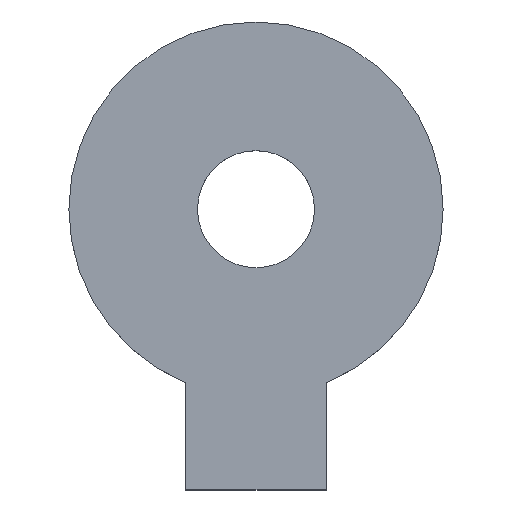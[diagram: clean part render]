
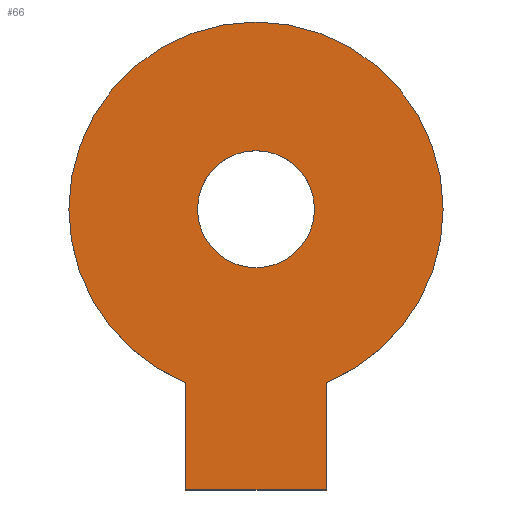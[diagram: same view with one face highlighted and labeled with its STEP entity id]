
A CAD part, top view. The second image highlights one B-rep face of the part: STEP entity #66.
In plain terms, the highlighted planar face has unit normal (0, 0, 1).
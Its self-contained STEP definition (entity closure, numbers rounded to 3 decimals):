
#1 = DIRECTION ( 'NONE',  ( 1., 0., 0. ) ) ;
#3 = VERTEX_POINT ( 'NONE', #46 ) ;
#32 = DIRECTION ( 'NONE',  ( 0., 0., 1. ) ) ;
#38 = VERTEX_POINT ( 'NONE', #343 ) ;
#46 = CARTESIAN_POINT ( 'NONE',  ( 11., 12., 0. ) ) ;
#58 = CARTESIAN_POINT ( 'NONE',  ( 3., 12., 0. ) ) ;
#60 = CARTESIAN_POINT ( 'NONE',  ( 3., 12., 0. ) ) ;
#66 = ADVANCED_FACE ( 'NONE', ( #205, #379 ), #89, .T. ) ;
#67 = AXIS2_PLACEMENT_3D ( 'NONE', #183, #182, #209 ) ;
#75 = CIRCLE ( 'NONE', #188, 8. ) ;
#78 = ORIENTED_EDGE ( 'NONE', *, *, #330, .T. ) ;
#86 = LINE ( 'NONE', #264, #220 ) ;
#89 = PLANE ( 'NONE',  #253 ) ;
#93 = EDGE_CURVE ( 'NONE', #287, #312, #199, .T. ) ;
#94 = CARTESIAN_POINT ( 'NONE',  ( -5., 12., 0. ) ) ;
#115 = ORIENTED_EDGE ( 'NONE', *, *, #93, .T. ) ;
#117 = DIRECTION ( 'NONE',  ( 1., 0., 0. ) ) ;
#119 = CARTESIAN_POINT ( 'NONE',  ( 3., 12., 0. ) ) ;
#124 = AXIS2_PLACEMENT_3D ( 'NONE', #58, #267, #269 ) ;
#129 = DIRECTION ( 'NONE',  ( 1., 0., 0. ) ) ;
#133 = LINE ( 'NONE', #326, #383 ) ;
#146 = VERTEX_POINT ( 'NONE', #320 ) ;
#149 = CARTESIAN_POINT ( 'NONE',  ( 0., 0., 0. ) ) ;
#154 = CARTESIAN_POINT ( 'NONE',  ( 0., 0., 0. ) ) ;
#156 = CIRCLE ( 'NONE', #244, 2.5 ) ;
#158 = DIRECTION ( 'NONE',  ( 0., -1., 0. ) ) ;
#159 = VECTOR ( 'NONE', #158, 1000. ) ;
#169 = VERTEX_POINT ( 'NONE', #382 ) ;
#175 = ORIENTED_EDGE ( 'NONE', *, *, #219, .T. ) ;
#182 = DIRECTION ( 'NONE',  ( 0., 0., 1. ) ) ;
#183 = CARTESIAN_POINT ( 'NONE',  ( 3., 12., 0. ) ) ;
#186 = CIRCLE ( 'NONE', #67, 8. ) ;
#187 = DIRECTION ( 'NONE',  ( 1., 0., 0. ) ) ;
#188 = AXIS2_PLACEMENT_3D ( 'NONE', #328, #297, #233 ) ;
#190 = EDGE_LOOP ( 'NONE', ( #270, #347, #78, #352, #175, #115 ) ) ;
#196 = LINE ( 'NONE', #154, #159 ) ;
#198 = CIRCLE ( 'NONE', #124, 2.5 ) ;
#199 = CIRCLE ( 'NONE', #285, 8. ) ;
#200 = ORIENTED_EDGE ( 'NONE', *, *, #337, .F. ) ;
#204 = CARTESIAN_POINT ( 'NONE',  ( 3., 12., 0. ) ) ;
#205 = FACE_BOUND ( 'NONE', #363, .T. ) ;
#206 = DIRECTION ( 'NONE',  ( 0., 0., 1. ) ) ;
#209 = DIRECTION ( 'NONE',  ( 1., 0., 0. ) ) ;
#212 = ORIENTED_EDGE ( 'NONE', *, *, #231, .F. ) ;
#219 = EDGE_CURVE ( 'NONE', #3, #287, #186, .T. ) ;
#220 = VECTOR ( 'NONE', #265, 1000. ) ;
#231 = EDGE_CURVE ( 'NONE', #38, #275, #156, .T. ) ;
#233 = DIRECTION ( 'NONE',  ( 1., 0., 0. ) ) ;
#240 = CARTESIAN_POINT ( 'NONE',  ( 0., 4.584, 0. ) ) ;
#244 = AXIS2_PLACEMENT_3D ( 'NONE', #60, #32, #187 ) ;
#253 = AXIS2_PLACEMENT_3D ( 'NONE', #119, #206, #1 ) ;
#255 = DIRECTION ( 'NONE',  ( 0., 0., 1. ) ) ;
#256 = VERTEX_POINT ( 'NONE', #149 ) ;
#264 = CARTESIAN_POINT ( 'NONE',  ( 6., 0., 0. ) ) ;
#265 = DIRECTION ( 'NONE',  ( 0., 1., 0. ) ) ;
#267 = DIRECTION ( 'NONE',  ( 0., 0., 1. ) ) ;
#269 = DIRECTION ( 'NONE',  ( 1., 0., 0. ) ) ;
#270 = ORIENTED_EDGE ( 'NONE', *, *, #375, .T. ) ;
#275 = VERTEX_POINT ( 'NONE', #357 ) ;
#285 = AXIS2_PLACEMENT_3D ( 'NONE', #204, #255, #117 ) ;
#287 = VERTEX_POINT ( 'NONE', #94 ) ;
#292 = EDGE_CURVE ( 'NONE', #146, #3, #75, .T. ) ;
#297 = DIRECTION ( 'NONE',  ( 0., 0., 1. ) ) ;
#312 = VERTEX_POINT ( 'NONE', #240 ) ;
#317 = EDGE_CURVE ( 'NONE', #256, #169, #133, .T. ) ;
#320 = CARTESIAN_POINT ( 'NONE',  ( 6., 4.584, 0. ) ) ;
#326 = CARTESIAN_POINT ( 'NONE',  ( 0., 0., 0. ) ) ;
#328 = CARTESIAN_POINT ( 'NONE',  ( 3., 12., 0. ) ) ;
#330 = EDGE_CURVE ( 'NONE', #169, #146, #86, .T. ) ;
#337 = EDGE_CURVE ( 'NONE', #275, #38, #198, .T. ) ;
#343 = CARTESIAN_POINT ( 'NONE',  ( 5.5, 12., 0. ) ) ;
#347 = ORIENTED_EDGE ( 'NONE', *, *, #317, .T. ) ;
#352 = ORIENTED_EDGE ( 'NONE', *, *, #292, .T. ) ;
#357 = CARTESIAN_POINT ( 'NONE',  ( 0.5, 12., 0. ) ) ;
#363 = EDGE_LOOP ( 'NONE', ( #212, #200 ) ) ;
#375 = EDGE_CURVE ( 'NONE', #312, #256, #196, .T. ) ;
#379 = FACE_OUTER_BOUND ( 'NONE', #190, .T. ) ;
#382 = CARTESIAN_POINT ( 'NONE',  ( 6., 0., 0. ) ) ;
#383 = VECTOR ( 'NONE', #129, 1000. ) ;
